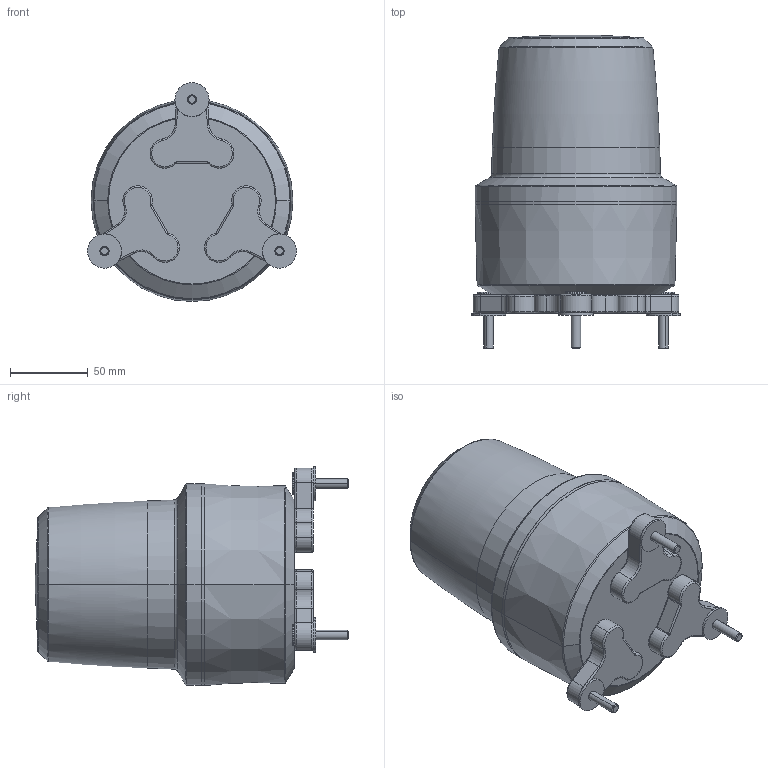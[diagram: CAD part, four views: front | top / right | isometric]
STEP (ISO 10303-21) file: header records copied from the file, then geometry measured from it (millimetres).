
FILE_DESCRIPTION(('STEP AP242'),'1');
FILE_NAME('xvr_13b04l.stp','2020-07-17T11:42:47',('TraceParts'),('TraceParts S.A.'),'Spatial InterOp 3D',' ',' ');
FILE_SCHEMA(('AP242_MANAGED_MODEL_BASED_3D_ENGINEERING_MIM_LF {1 0 10303 442 1 1 4}'));
Length unit declared in the file: millimetre
Products named in the file (1): xvr_13b04l
Bounding box: 134.58 x 202 x 141 mm (x, y, z)
Volume: 1794995.1 mm3; surface area: 90838.1 mm2
Topology: 1 solids, 1 shells, 195 faces, 430 edges, 245 vertices
Faces by surface type: torus 80, cylinder 65, plane 30, cone 18, sphere 2
Entity records: 5407 total; most frequent: DIRECTION 1130, CARTESIAN_POINT 871, ORIENTED_EDGE 860, AXIS2_PLACEMENT_3D 504, EDGE_CURVE 430, CIRCLE 308, VERTEX_POINT 245, EDGE_LOOP 203
